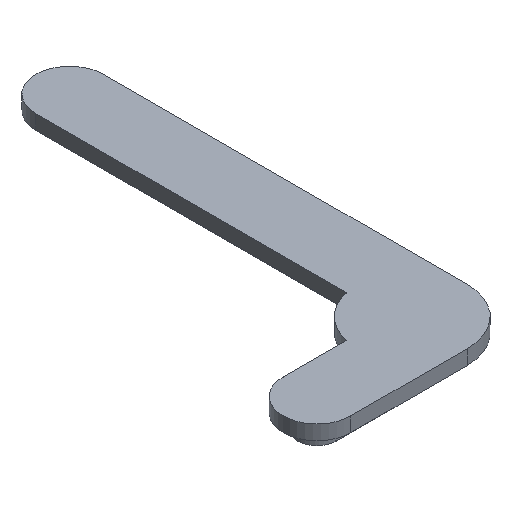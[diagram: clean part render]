
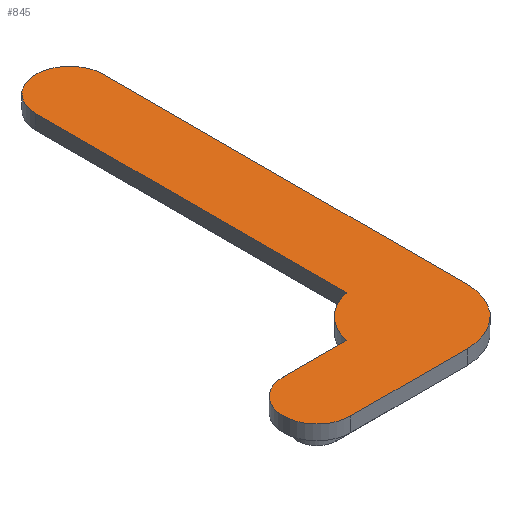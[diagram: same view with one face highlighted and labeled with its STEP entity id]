
A CAD part, isometric view. The second image highlights one B-rep face of the part: STEP entity #845.
In plain terms, the highlighted planar face has unit normal (0, 0, 1).
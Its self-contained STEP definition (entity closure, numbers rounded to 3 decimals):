
#108=CIRCLE('',#947,7.65);
#109=CIRCLE('',#950,4.65);
#110=CIRCLE('',#953,7.5);
#111=CIRCLE('',#956,4.65);
#352=ORIENTED_EDGE('',*,*,#461,.F.);
#353=ORIENTED_EDGE('',*,*,#458,.F.);
#354=ORIENTED_EDGE('',*,*,#473,.F.);
#355=ORIENTED_EDGE('',*,*,#471,.F.);
#356=ORIENTED_EDGE('',*,*,#469,.F.);
#357=ORIENTED_EDGE('',*,*,#467,.F.);
#358=ORIENTED_EDGE('',*,*,#465,.F.);
#359=ORIENTED_EDGE('',*,*,#463,.F.);
#458=EDGE_CURVE('',#532,#533,#594,.T.);
#461=EDGE_CURVE('',#533,#534,#108,.F.);
#463=EDGE_CURVE('',#534,#535,#598,.T.);
#465=EDGE_CURVE('',#535,#536,#109,.F.);
#467=EDGE_CURVE('',#536,#537,#601,.T.);
#469=EDGE_CURVE('',#537,#538,#110,.F.);
#471=EDGE_CURVE('',#538,#539,#604,.T.);
#473=EDGE_CURVE('',#539,#532,#111,.F.);
#532=VERTEX_POINT('',#1457);
#533=VERTEX_POINT('',#1458);
#534=VERTEX_POINT('',#1463);
#535=VERTEX_POINT('',#1467);
#536=VERTEX_POINT('',#1471);
#537=VERTEX_POINT('',#1475);
#538=VERTEX_POINT('',#1479);
#539=VERTEX_POINT('',#1483);
#594=LINE('',#1456,#660);
#598=LINE('',#1466,#664);
#601=LINE('',#1474,#667);
#604=LINE('',#1482,#670);
#660=VECTOR('',#1204,1000.);
#664=VECTOR('',#1214,1000.);
#667=VECTOR('',#1223,1000.);
#670=VECTOR('',#1232,1000.);
#723=EDGE_LOOP('',(#352,#353,#354,#355,#356,#357,#358,#359));
#775=FACE_BOUND('',#723,.T.);
#794=PLANE('',#957);
#845=ADVANCED_FACE('',(#775),#794,.F.);
#947=AXIS2_PLACEMENT_3D('',#1462,#1209,#1210);
#950=AXIS2_PLACEMENT_3D('',#1470,#1218,#1219);
#953=AXIS2_PLACEMENT_3D('',#1478,#1227,#1228);
#956=AXIS2_PLACEMENT_3D('',#1486,#1236,#1237);
#957=AXIS2_PLACEMENT_3D('',#1487,#1238,#1239);
#1204=DIRECTION('',(0.,-1.,0.));
#1209=DIRECTION('',(0.,0.,1.));
#1210=DIRECTION('',(1.,0.,0.));
#1214=DIRECTION('',(-1.,0.,0.));
#1218=DIRECTION('',(0.,0.,1.));
#1219=DIRECTION('',(1.,0.,0.));
#1223=DIRECTION('',(1.,0.,0.));
#1227=DIRECTION('',(0.,0.,1.));
#1228=DIRECTION('',(1.,0.,0.));
#1232=DIRECTION('',(0.,1.,0.));
#1236=DIRECTION('',(0.,0.,1.));
#1237=DIRECTION('',(1.,0.,0.));
#1238=DIRECTION('',(0.,0.,-1.));
#1239=DIRECTION('',(0.,1.,0.));
#1456=CARTESIAN_POINT('',(16.713,19.666,5.));
#1457=CARTESIAN_POINT('',(16.713,19.666,5.));
#1458=CARTESIAN_POINT('',(16.713,-30.334,5.));
#1462=CARTESIAN_POINT('',(9.063,-30.334,5.));
#1463=CARTESIAN_POINT('',(9.063,-37.984,5.));
#1466=CARTESIAN_POINT('',(9.063,-37.984,5.));
#1467=CARTESIAN_POINT('',(-6.937,-37.984,5.));
#1470=CARTESIAN_POINT('',(-6.937,-33.334,5.));
#1471=CARTESIAN_POINT('',(-6.937,-28.684,5.));
#1474=CARTESIAN_POINT('',(-6.937,-28.684,5.));
#1475=CARTESIAN_POINT('',(1.747,-28.684,5.));
#1478=CARTESIAN_POINT('',(9.063,-30.334,5.));
#1479=CARTESIAN_POINT('',(7.413,-23.018,5.));
#1482=CARTESIAN_POINT('',(7.413,-23.429,5.));
#1483=CARTESIAN_POINT('',(7.413,19.666,5.));
#1486=CARTESIAN_POINT('',(12.063,19.666,5.));
#1487=CARTESIAN_POINT('',(15.063,-34.334,5.));
